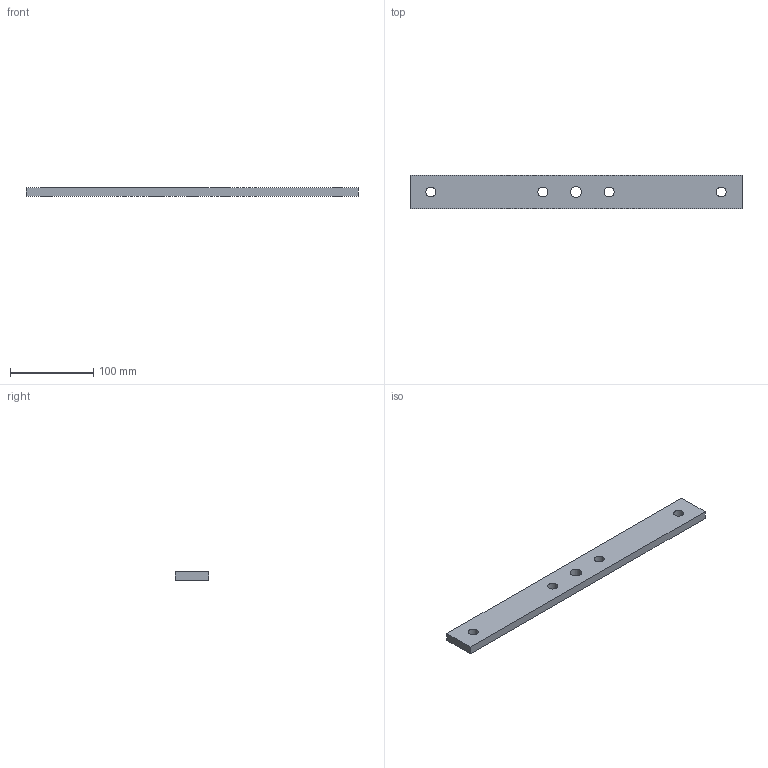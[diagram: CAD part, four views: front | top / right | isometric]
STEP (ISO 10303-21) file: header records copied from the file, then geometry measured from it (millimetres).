
FILE_DESCRIPTION((''),'2;1');
FILE_NAME('86.stp','2010-06-01T11:31:57',('Giuliano'),(''),'Autodesk Inventor 2010','Autodesk Inventor 2010','');
FILE_SCHEMA(('AUTOMOTIVE_DESIGN { 1 0 10303 214 1 1 1 1 }'));
Length unit declared in the file: millimetre
Products named in the file (1): 86
Bounding box: 400 x 40 x 10 mm (x, y, z)
Volume: 153974.2 mm3; surface area: 41536.7 mm2
Topology: 1 solids, 1 shells, 11 faces, 32 edges, 23 vertices
Faces by surface type: plane 6, bspline 5
Entity records: 417 total; most frequent: CARTESIAN_POINT 137, DIRECTION 46, ORIENTED_EDGE 44, EDGE_LOOP 26, EDGE_CURVE 22, VERTEX_POINT 18, AXIS2_PLACEMENT_3D 17, FACE_BOUND 15
